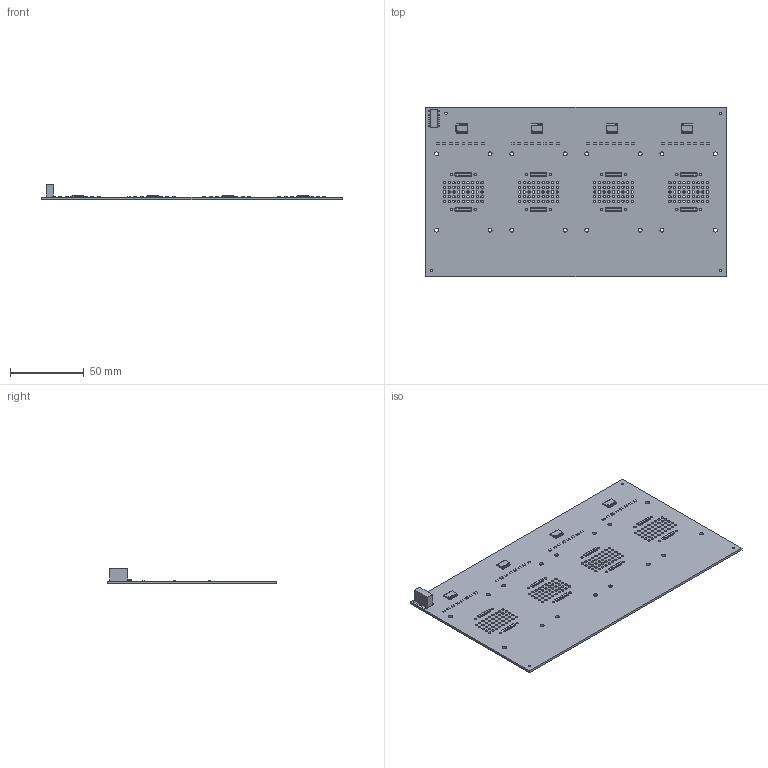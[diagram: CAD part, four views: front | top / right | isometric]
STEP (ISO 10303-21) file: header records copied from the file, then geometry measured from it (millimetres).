
FILE_DESCRIPTION(('KiCad electronic assembly'),'2;1');
FILE_NAME('etl_assembly_plate_pcb_v1.step','2021-09-01T11:28:58',( 'An Author'),('A Company'),'Open CASCADE STEP processor 6.9', 'KiCad to STEP converter','Unknown');
FILE_SCHEMA(('AUTOMOTIVE_DESIGN { 1 0 10303 214 1 1 1 1 }'));
Length unit declared in the file: millimetre
Products named in the file (10): Open CASCADE STEP translator 6.9 1; R_0805_2012Metric; SOLID; WP7B-P050VA1-R8000; COMPOUND; PCA9539RPW_Q900J; 95278-501A10LF
Assembly tree (50 placements, depth 3):
  Open CASCADE STEP translator 6.9 1
    R_0805_2012Metric  x32
      SOLID
    WP7B-P050VA1-R8000  x8
      COMPOUND
    PCA9539RPW_Q900J  x4
      COMPOUND
    95278-501A10LF
      COMPOUND
    COMPOUND
Bounding box: 203.2 x 114.3 x 10.52 mm (x, y, z)
Volume: 37153.3 mm3; surface area: 49984.3 mm2
Topology: 584 solids, 584 shells, 5104 faces, 11604 edges, 7672 vertices
Faces by surface type: plane 4308, cylinder 796
Full cylindrical faces by diameter (mm): 0.55 x4, 1.6 x200, 2.7 x16
Entity records: 61673 total; most frequent: CARTESIAN_POINT 10286, DIRECTION 9641, LINE 5861, VECTOR 5861, ORIENTED_EDGE 4718, PCURVE 4718, DEFINITIONAL_REPRESENTATION 4718, EDGE_CURVE 2359
